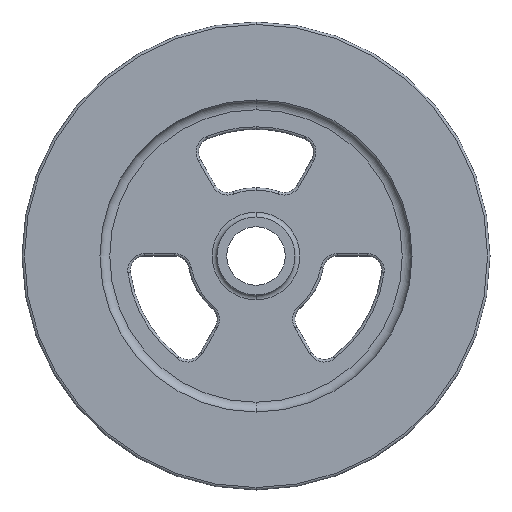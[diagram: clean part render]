
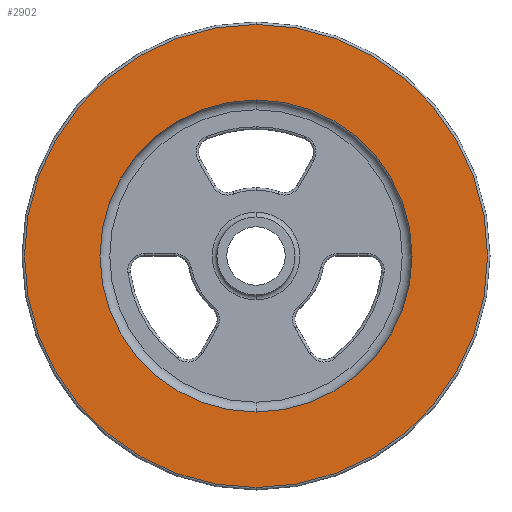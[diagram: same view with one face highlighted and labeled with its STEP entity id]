
A CAD part, front view. The second image highlights one B-rep face of the part: STEP entity #2902.
In plain terms, the highlighted planar face has unit normal (0, -1, 0).
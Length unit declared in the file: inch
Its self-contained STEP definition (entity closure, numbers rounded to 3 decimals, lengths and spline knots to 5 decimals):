
#56 = CARTESIAN_POINT ( 'NONE',  ( 0., -0.36, 0. ) ) ;
#73 = DIRECTION ( 'NONE',  ( 0., -1., 0. ) ) ;
#135 = AXIS2_PLACEMENT_3D ( 'NONE', #3073, #2559, #1738 ) ;
#309 = CIRCLE ( 'NONE', #3039, 2. ) ;
#355 = AXIS2_PLACEMENT_3D ( 'NONE', #2621, #1557, #2368 ) ;
#652 = EDGE_CURVE ( 'NONE', #2430, #939, #309, .T. ) ;
#868 = ORIENTED_EDGE ( 'NONE', *, *, #2137, .T. ) ;
#875 = DIRECTION ( 'NONE',  ( 0., 0., -1. ) ) ;
#878 = EDGE_LOOP ( 'NONE', ( #868, #1736 ) ) ;
#893 = PLANE ( 'NONE',  #3285 ) ;
#939 = VERTEX_POINT ( 'NONE', #1106 ) ;
#1024 = AXIS2_PLACEMENT_3D ( 'NONE', #2503, #1450, #875 ) ;
#1106 = CARTESIAN_POINT ( 'NONE',  ( 0., -0.36, 2. ) ) ;
#1176 = DIRECTION ( 'NONE',  ( 0., 0., -1. ) ) ;
#1450 = DIRECTION ( 'NONE',  ( 0., -1., 0. ) ) ;
#1520 = CIRCLE ( 'NONE', #1024, 2. ) ;
#1539 = CIRCLE ( 'NONE', #355, 2.96875 ) ;
#1557 = DIRECTION ( 'NONE',  ( 0., -1., 0. ) ) ;
#1736 = ORIENTED_EDGE ( 'NONE', *, *, #3408, .T. ) ;
#1738 = DIRECTION ( 'NONE',  ( 0., 0., -1. ) ) ;
#1783 = EDGE_CURVE ( 'NONE', #939, #2430, #1520, .T. ) ;
#1971 = DIRECTION ( 'NONE',  ( 0., 0., -1. ) ) ;
#1990 = CARTESIAN_POINT ( 'NONE',  ( 0., -0.36, 0. ) ) ;
#2019 = FACE_OUTER_BOUND ( 'NONE', #878, .T. ) ;
#2062 = ORIENTED_EDGE ( 'NONE', *, *, #652, .F. ) ;
#2136 = ORIENTED_EDGE ( 'NONE', *, *, #1783, .F. ) ;
#2137 = EDGE_CURVE ( 'NONE', #2968, #2326, #1539, .T. ) ;
#2209 = FACE_BOUND ( 'NONE', #3411, .T. ) ;
#2236 = CARTESIAN_POINT ( 'NONE',  ( 0., -0.36, -2.96875 ) ) ;
#2326 = VERTEX_POINT ( 'NONE', #2421 ) ;
#2368 = DIRECTION ( 'NONE',  ( 0., 0., -1. ) ) ;
#2421 = CARTESIAN_POINT ( 'NONE',  ( 0., -0.36, 2.96875 ) ) ;
#2430 = VERTEX_POINT ( 'NONE', #2748 ) ;
#2503 = CARTESIAN_POINT ( 'NONE',  ( 0., -0.36, 0. ) ) ;
#2559 = DIRECTION ( 'NONE',  ( 0., -1., 0. ) ) ;
#2621 = CARTESIAN_POINT ( 'NONE',  ( 0., -0.36, 0. ) ) ;
#2748 = CARTESIAN_POINT ( 'NONE',  ( 0., -0.36, -2. ) ) ;
#2902 = ADVANCED_FACE ( 'NONE', ( #2019, #2209 ), #893, .T. ) ;
#2968 = VERTEX_POINT ( 'NONE', #2236 ) ;
#3039 = AXIS2_PLACEMENT_3D ( 'NONE', #56, #73, #1971 ) ;
#3049 = DIRECTION ( 'NONE',  ( 0., -1., 0. ) ) ;
#3073 = CARTESIAN_POINT ( 'NONE',  ( 0., -0.36, 0. ) ) ;
#3130 = CIRCLE ( 'NONE', #135, 2.96875 ) ;
#3285 = AXIS2_PLACEMENT_3D ( 'NONE', #1990, #3049, #1176 ) ;
#3408 = EDGE_CURVE ( 'NONE', #2326, #2968, #3130, .T. ) ;
#3411 = EDGE_LOOP ( 'NONE', ( #2062, #2136 ) ) ;
